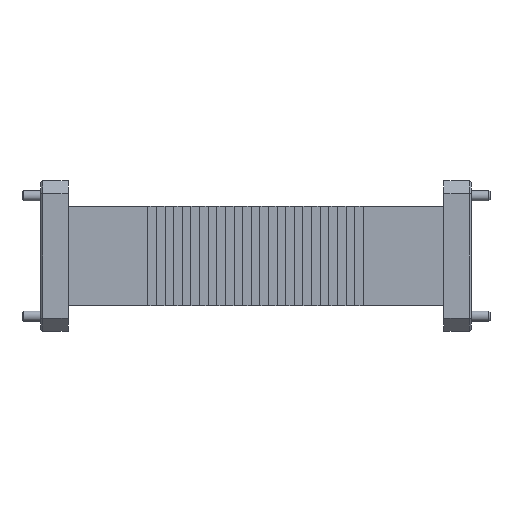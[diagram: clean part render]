
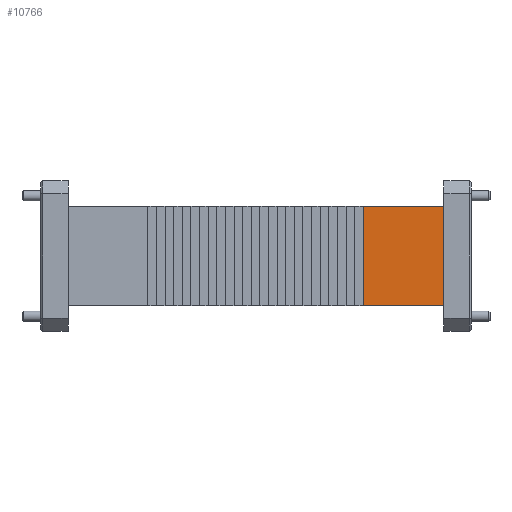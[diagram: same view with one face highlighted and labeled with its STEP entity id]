
A CAD part, front view. The second image highlights one B-rep face of the part: STEP entity #10766.
In plain terms, the highlighted planar face has unit normal (0, -1, 0).
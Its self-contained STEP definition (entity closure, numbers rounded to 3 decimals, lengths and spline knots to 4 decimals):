
#1418 = ORIENTED_EDGE ( 'NONE', *, *, #65596, .T. ) ;
#1449 = FACE_OUTER_BOUND ( 'NONE', #69385, .T. ) ;
#6098 = LINE ( 'NONE', #35337, #91847 ) ;
#8210 = LINE ( 'NONE', #124464, #96984 ) ;
#10766 = ADVANCED_FACE ( 'NONE', ( #1449 ), #76386, .F. ) ;
#11565 = DIRECTION ( 'NONE',  ( 0., 1., 0. ) ) ;
#20316 = EDGE_CURVE ( 'NONE', #29095, #78463, #6098, .T. ) ;
#29095 = VERTEX_POINT ( 'NONE', #83192 ) ;
#32104 = EDGE_CURVE ( 'NONE', #98870, #29095, #119699, .T. ) ;
#32805 = CARTESIAN_POINT ( 'NONE',  ( 2.9488, -0.2271, 0.4528 ) ) ;
#35337 = CARTESIAN_POINT ( 'NONE',  ( 3.685, -0.2271, 0.4528 ) ) ;
#42516 = VERTEX_POINT ( 'NONE', #90886 ) ;
#42824 = DIRECTION ( 'NONE',  ( 1., 0., 0. ) ) ;
#43132 = AXIS2_PLACEMENT_3D ( 'NONE', #105602, #11565, #50314 ) ;
#44077 = CARTESIAN_POINT ( 'NONE',  ( 2.9488, -0.2271, -0.4528 ) ) ;
#50314 = DIRECTION ( 'NONE',  ( 1., 0., 0. ) ) ;
#50574 = ORIENTED_EDGE ( 'NONE', *, *, #32104, .T. ) ;
#52090 = ORIENTED_EDGE ( 'NONE', *, *, #124784, .F. ) ;
#65596 = EDGE_CURVE ( 'NONE', #42516, #98870, #8210, .T. ) ;
#69385 = EDGE_LOOP ( 'NONE', ( #50574, #70467, #52090, #1418 ) ) ;
#70467 = ORIENTED_EDGE ( 'NONE', *, *, #20316, .T. ) ;
#73403 = LINE ( 'NONE', #32805, #77428 ) ;
#76155 = DIRECTION ( 'NONE',  ( 0., 0., -1. ) ) ;
#76386 = PLANE ( 'NONE',  #43132 ) ;
#77428 = VECTOR ( 'NONE', #90571, 39.3701 ) ;
#78463 = VERTEX_POINT ( 'NONE', #104404 ) ;
#81187 = VECTOR ( 'NONE', #42824, 39.3701 ) ;
#83192 = CARTESIAN_POINT ( 'NONE',  ( 3.685, -0.2271, -0.4528 ) ) ;
#88746 = CARTESIAN_POINT ( 'NONE',  ( 2.9488, -0.2271, -0.4528 ) ) ;
#90571 = DIRECTION ( 'NONE',  ( 1., 0., 0. ) ) ;
#90886 = CARTESIAN_POINT ( 'NONE',  ( 2.9488, -0.2271, 0.4528 ) ) ;
#91847 = VECTOR ( 'NONE', #92466, 39.3701 ) ;
#92466 = DIRECTION ( 'NONE',  ( 0., 0., 1. ) ) ;
#96984 = VECTOR ( 'NONE', #76155, 39.3701 ) ;
#98870 = VERTEX_POINT ( 'NONE', #88746 ) ;
#104404 = CARTESIAN_POINT ( 'NONE',  ( 3.685, -0.2271, 0.4528 ) ) ;
#105602 = CARTESIAN_POINT ( 'NONE',  ( 2.9488, -0.2271, 0.4528 ) ) ;
#119699 = LINE ( 'NONE', #44077, #81187 ) ;
#124464 = CARTESIAN_POINT ( 'NONE',  ( 2.9488, -0.2271, 0.4528 ) ) ;
#124784 = EDGE_CURVE ( 'NONE', #42516, #78463, #73403, .T. ) ;
